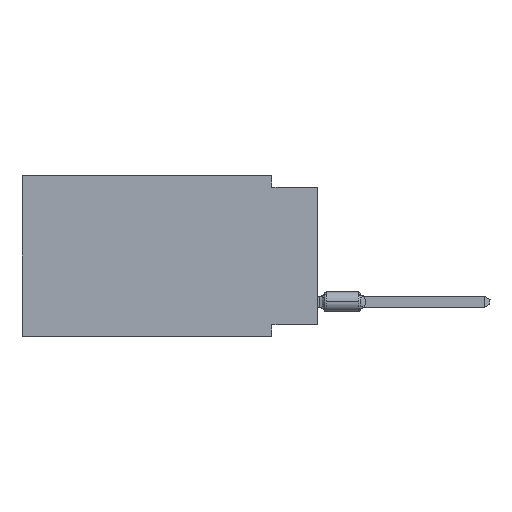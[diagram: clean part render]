
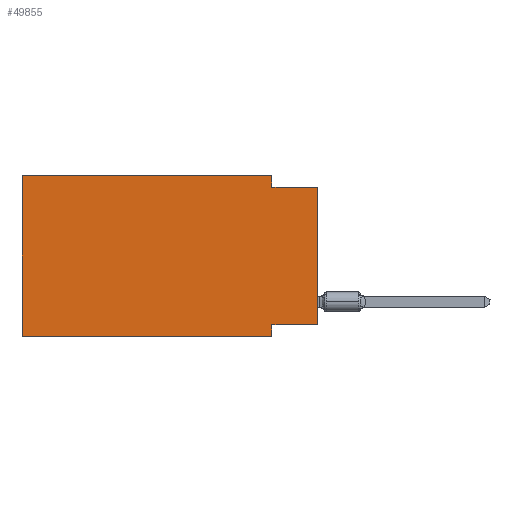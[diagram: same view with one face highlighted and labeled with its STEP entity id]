
A CAD part, left-side view. The second image highlights one B-rep face of the part: STEP entity #49855.
In plain terms, the highlighted planar face has unit normal (-1, 0, 0).
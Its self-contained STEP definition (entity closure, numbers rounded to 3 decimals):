
#1722 = CARTESIAN_POINT ( 'NONE',  ( 0., 2.54, 0. ) ) ;
#3136 = VECTOR ( 'NONE', #25363, 1000. ) ;
#4862 = CARTESIAN_POINT ( 'NONE',  ( 0., 16.383, 0. ) ) ;
#6798 = ORIENTED_EDGE ( 'NONE', *, *, #53332, .F. ) ;
#8316 = ORIENTED_EDGE ( 'NONE', *, *, #77798, .F. ) ;
#8522 = EDGE_LOOP ( 'NONE', ( #44845, #8316, #10562, #83443, #33487, #83878, #6798, #80297 ) ) ;
#9135 = LINE ( 'NONE', #31984, #93381 ) ;
#10562 = ORIENTED_EDGE ( 'NONE', *, *, #40762, .F. ) ;
#10849 = VERTEX_POINT ( 'NONE', #50082 ) ;
#12135 = LINE ( 'NONE', #4862, #96808 ) ;
#13947 = EDGE_CURVE ( 'NONE', #14895, #100663, #61133, .T. ) ;
#14895 = VERTEX_POINT ( 'NONE', #98874 ) ;
#18986 = VECTOR ( 'NONE', #54950, 1000. ) ;
#19110 = CARTESIAN_POINT ( 'NONE',  ( 0., 0., 0. ) ) ;
#20426 = DIRECTION ( 'NONE',  ( 0., 0., -1. ) ) ;
#22793 = LINE ( 'NONE', #71049, #18986 ) ;
#23669 = VECTOR ( 'NONE', #95795, 1000. ) ;
#23784 = DIRECTION ( 'NONE',  ( 0., -1., 0. ) ) ;
#23914 = CARTESIAN_POINT ( 'NONE',  ( 0., 2.54, -8.255 ) ) ;
#24213 = VERTEX_POINT ( 'NONE', #76165 ) ;
#25363 = DIRECTION ( 'NONE',  ( 0., -1., 0. ) ) ;
#25612 = DIRECTION ( 'NONE',  ( 0., 0., -1. ) ) ;
#26397 = CARTESIAN_POINT ( 'NONE',  ( 0., 0., -0.635 ) ) ;
#31984 = CARTESIAN_POINT ( 'NONE',  ( 0., 16.383, 0. ) ) ;
#33487 = ORIENTED_EDGE ( 'NONE', *, *, #99438, .F. ) ;
#40762 = EDGE_CURVE ( 'NONE', #41988, #92177, #48446, .T. ) ;
#41988 = VERTEX_POINT ( 'NONE', #74336 ) ;
#44845 = ORIENTED_EDGE ( 'NONE', *, *, #13947, .T. ) ;
#44901 = VECTOR ( 'NONE', #82948, 1000. ) ;
#46190 = EDGE_CURVE ( 'NONE', #94903, #41988, #12135, .T. ) ;
#48446 = LINE ( 'NONE', #1722, #92444 ) ;
#49855 = ADVANCED_FACE ( 'NONE', ( #58323 ), #74936, .F. ) ;
#50082 = CARTESIAN_POINT ( 'NONE',  ( 0., 16.383, -8.89 ) ) ;
#53332 = EDGE_CURVE ( 'NONE', #54414, #24213, #22793, .T. ) ;
#53978 = CARTESIAN_POINT ( 'NONE',  ( 0., 0., -0.635 ) ) ;
#54414 = VERTEX_POINT ( 'NONE', #23914 ) ;
#54950 = DIRECTION ( 'NONE',  ( 0., 0., -1. ) ) ;
#58323 = FACE_OUTER_BOUND ( 'NONE', #8522, .T. ) ;
#61133 = LINE ( 'NONE', #19110, #44901 ) ;
#63969 = AXIS2_PLACEMENT_3D ( 'NONE', #92087, #91038, #20426 ) ;
#64627 = LINE ( 'NONE', #78711, #23669 ) ;
#71049 = CARTESIAN_POINT ( 'NONE',  ( 0., 2.54, -8.89 ) ) ;
#71372 = VECTOR ( 'NONE', #23784, 1000. ) ;
#74336 = CARTESIAN_POINT ( 'NONE',  ( 0., 2.54, 0. ) ) ;
#74936 = PLANE ( 'NONE',  #63969 ) ;
#76165 = CARTESIAN_POINT ( 'NONE',  ( 0., 2.54, -8.89 ) ) ;
#77798 = EDGE_CURVE ( 'NONE', #92177, #100663, #88175, .T. ) ;
#78711 = CARTESIAN_POINT ( 'NONE',  ( 0., 0., -8.255 ) ) ;
#78833 = LINE ( 'NONE', #80340, #71372 ) ;
#80079 = EDGE_CURVE ( 'NONE', #10849, #24213, #78833, .T. ) ;
#80297 = ORIENTED_EDGE ( 'NONE', *, *, #86360, .F. ) ;
#80340 = CARTESIAN_POINT ( 'NONE',  ( 0., 16.383, -8.89 ) ) ;
#80833 = CARTESIAN_POINT ( 'NONE',  ( 0., 2.54, -0.635 ) ) ;
#82948 = DIRECTION ( 'NONE',  ( 0., 0., 1. ) ) ;
#83443 = ORIENTED_EDGE ( 'NONE', *, *, #46190, .F. ) ;
#83878 = ORIENTED_EDGE ( 'NONE', *, *, #80079, .T. ) ;
#86360 = EDGE_CURVE ( 'NONE', #14895, #54414, #64627, .T. ) ;
#88175 = LINE ( 'NONE', #26397, #3136 ) ;
#88557 = DIRECTION ( 'NONE',  ( 0., 0., 1. ) ) ;
#90819 = CARTESIAN_POINT ( 'NONE',  ( 0., 16.383, 0. ) ) ;
#91038 = DIRECTION ( 'NONE',  ( 1., 0., 0. ) ) ;
#92087 = CARTESIAN_POINT ( 'NONE',  ( 0., 16.383, 0. ) ) ;
#92177 = VERTEX_POINT ( 'NONE', #80833 ) ;
#92444 = VECTOR ( 'NONE', #25612, 1000. ) ;
#93381 = VECTOR ( 'NONE', #88557, 1000. ) ;
#94903 = VERTEX_POINT ( 'NONE', #90819 ) ;
#95795 = DIRECTION ( 'NONE',  ( 0., 1., 0. ) ) ;
#96808 = VECTOR ( 'NONE', #99360, 1000. ) ;
#98874 = CARTESIAN_POINT ( 'NONE',  ( 0., 0., -8.255 ) ) ;
#99360 = DIRECTION ( 'NONE',  ( 0., -1., 0. ) ) ;
#99438 = EDGE_CURVE ( 'NONE', #10849, #94903, #9135, .T. ) ;
#100663 = VERTEX_POINT ( 'NONE', #53978 ) ;
